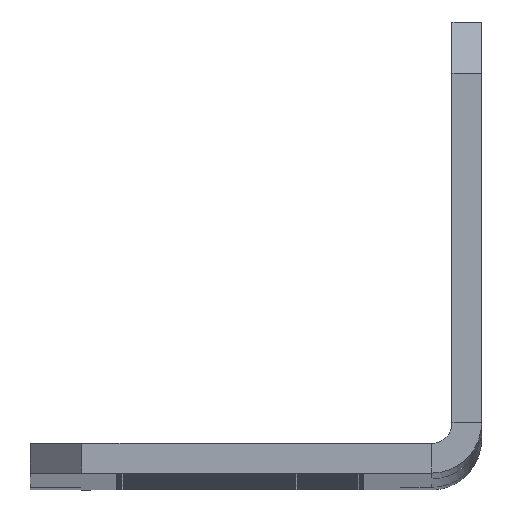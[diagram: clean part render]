
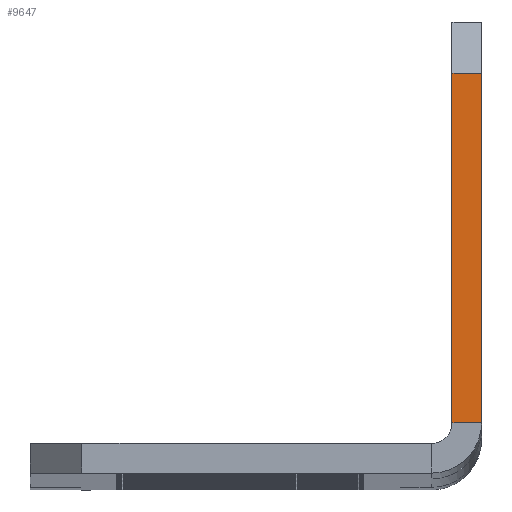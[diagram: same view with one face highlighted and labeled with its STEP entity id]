
A CAD part, top view. The second image highlights one B-rep face of the part: STEP entity #9647.
In plain terms, the highlighted planar face has unit normal (0, 0, 1).
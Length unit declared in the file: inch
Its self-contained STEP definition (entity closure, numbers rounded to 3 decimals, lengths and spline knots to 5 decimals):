
#3940 = CARTESIAN_POINT ( 'NONE',  ( -0.046, 0.62, 0. ) ) ;
#3941 = DIRECTION ( 'NONE',  ( 0., 1., 0. ) ) ;
#3942 = VECTOR ( 'NONE', #3941, 39.37008 ) ;
#3943 = CARTESIAN_POINT ( 'NONE',  ( -0.046, 0.7, 0. ) ) ;
#3944 = LINE ( 'NONE', #3943, #3942 ) ;
#3945 = CARTESIAN_POINT ( 'NONE',  ( -0.046, 0.078, 0. ) ) ;
#4232 = CARTESIAN_POINT ( 'NONE',  ( 0., 0.078, 0. ) ) ;
#4233 = DIRECTION ( 'NONE',  ( 0., 1., 0. ) ) ;
#4234 = VECTOR ( 'NONE', #4233, 39.37008 ) ;
#4235 = CARTESIAN_POINT ( 'NONE',  ( 0., 0.046, 0. ) ) ;
#4236 = LINE ( 'NONE', #4235, #4234 ) ;
#4237 = CARTESIAN_POINT ( 'NONE',  ( 0., 0.62, 0. ) ) ;
#4248 = CARTESIAN_POINT ( 'NONE',  ( 0., 0.62, 0. ) ) ;
#4249 = LINE ( 'NONE', #4248, #4310 ) ;
#4250 = DIRECTION ( 'NONE',  ( 1., 0., 0. ) ) ;
#4251 = VECTOR ( 'NONE', #4250, 39.37008 ) ;
#4252 = CARTESIAN_POINT ( 'NONE',  ( -0.046, 0.078, 0. ) ) ;
#4253 = LINE ( 'NONE', #4252, #4251 ) ;
#4254 = DIRECTION ( 'NONE',  ( 1., 0., 0. ) ) ;
#4255 = DIRECTION ( 'NONE',  ( 0., 0., -1. ) ) ;
#4256 = CARTESIAN_POINT ( 'NONE',  ( 0., 0.7, 0. ) ) ;
#4257 = AXIS2_PLACEMENT_3D ( 'NONE', #4256, #4255, #4254 ) ;
#4258 = PLANE ( 'NONE',  #4257 ) ;
#4259 = FACE_OUTER_BOUND ( 'NONE', #9669, .T. ) ;
#4309 = DIRECTION ( 'NONE',  ( 1., 0., 0. ) ) ;
#4310 = VECTOR ( 'NONE', #4309, 39.37008 ) ;
#9468 = VERTEX_POINT ( 'NONE', #3945 ) ;
#9470 = EDGE_CURVE ( 'NONE', #9468, #9471, #3944, .T. ) ;
#9471 = VERTEX_POINT ( 'NONE', #3940 ) ;
#9621 = VERTEX_POINT ( 'NONE', #4237 ) ;
#9623 = EDGE_CURVE ( 'NONE', #9624, #9621, #4236, .T. ) ;
#9624 = VERTEX_POINT ( 'NONE', #4232 ) ;
#9647 = ADVANCED_FACE ( 'NONE', ( #4259 ), #4258, .F. ) ;
#9648 = ORIENTED_EDGE ( 'NONE', *, *, #9470, .F. ) ;
#9649 = ORIENTED_EDGE ( 'NONE', *, *, #9650, .T. ) ;
#9650 = EDGE_CURVE ( 'NONE', #9468, #9624, #4253, .T. ) ;
#9651 = ORIENTED_EDGE ( 'NONE', *, *, #9623, .T. ) ;
#9652 = ORIENTED_EDGE ( 'NONE', *, *, #9653, .F. ) ;
#9653 = EDGE_CURVE ( 'NONE', #9471, #9621, #4249, .T. ) ;
#9669 = EDGE_LOOP ( 'NONE', ( #9648, #9649, #9651, #9652 ) ) ;
